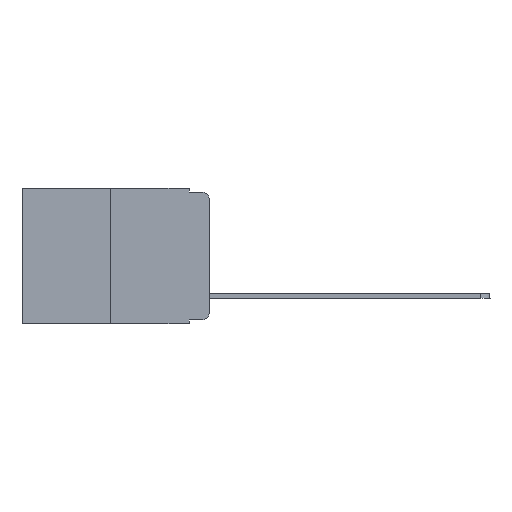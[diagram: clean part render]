
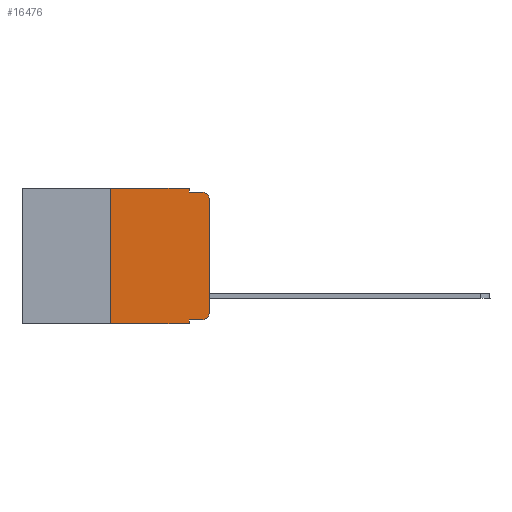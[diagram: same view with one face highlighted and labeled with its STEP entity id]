
A CAD part, left-side view. The second image highlights one B-rep face of the part: STEP entity #16476.
In plain terms, the highlighted planar face has unit normal (-1, 0, 0).
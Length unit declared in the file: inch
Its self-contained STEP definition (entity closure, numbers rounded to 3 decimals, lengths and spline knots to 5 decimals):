
#87 = CARTESIAN_POINT ( 'NONE',  ( 0., 0.051, 0. ) ) ;
#579 = VECTOR ( 'NONE', #8795, 39.37008 ) ;
#662 = CARTESIAN_POINT ( 'NONE',  ( 0., 0.051, -0.343 ) ) ;
#832 = PLANE ( 'NONE',  #7685 ) ;
#907 = EDGE_CURVE ( 'NONE', #6717, #18052, #11185, .T. ) ;
#1161 = EDGE_CURVE ( 'NONE', #18052, #12966, #9254, .T. ) ;
#1386 = FACE_OUTER_BOUND ( 'NONE', #15921, .T. ) ;
#1397 = DIRECTION ( 'NONE',  ( 0., -1., 0. ) ) ;
#1736 = VECTOR ( 'NONE', #6835, 39.37008 ) ;
#1792 = CIRCLE ( 'NONE', #5614, 0.02 ) ;
#2023 = LINE ( 'NONE', #5871, #579 ) ;
#2074 = CARTESIAN_POINT ( 'NONE',  ( 0., 0.051, -0.333 ) ) ;
#2114 = DIRECTION ( 'NONE',  ( 0., 0., -1. ) ) ;
#2304 = LINE ( 'NONE', #3154, #17748 ) ;
#2346 = DIRECTION ( 'NONE',  ( 0., 0., -1. ) ) ;
#3154 = CARTESIAN_POINT ( 'NONE',  ( 0., 0.473, -0.343 ) ) ;
#3816 = VECTOR ( 'NONE', #16294, 39.37008 ) ;
#4412 = DIRECTION ( 'NONE',  ( -1., 0., 0. ) ) ;
#4486 = ORIENTED_EDGE ( 'NONE', *, *, #14890, .F. ) ;
#4661 = EDGE_CURVE ( 'NONE', #14190, #8315, #2023, .T. ) ;
#5418 = CARTESIAN_POINT ( 'NONE',  ( 0., 0.25, 0. ) ) ;
#5449 = LINE ( 'NONE', #13073, #1736 ) ;
#5614 = AXIS2_PLACEMENT_3D ( 'NONE', #13182, #19408, #2346 ) ;
#5871 = CARTESIAN_POINT ( 'NONE',  ( 0., 0.473, 0. ) ) ;
#6717 = VERTEX_POINT ( 'NONE', #14435 ) ;
#6835 = DIRECTION ( 'NONE',  ( 0., -1., 0. ) ) ;
#6848 = VERTEX_POINT ( 'NONE', #2074 ) ;
#7325 = CARTESIAN_POINT ( 'NONE',  ( 0., 0.051, -0.01 ) ) ;
#7433 = ORIENTED_EDGE ( 'NONE', *, *, #18995, .T. ) ;
#7458 = CARTESIAN_POINT ( 'NONE',  ( 0., 0., -0.03 ) ) ;
#7670 = EDGE_CURVE ( 'NONE', #8315, #18002, #20179, .T. ) ;
#7685 = AXIS2_PLACEMENT_3D ( 'NONE', #13218, #15075, #18111 ) ;
#7775 = ORIENTED_EDGE ( 'NONE', *, *, #7670, .F. ) ;
#7792 = VECTOR ( 'NONE', #8325, 39.37008 ) ;
#7947 = DIRECTION ( 'NONE',  ( 0., 0., -1. ) ) ;
#7953 = LINE ( 'NONE', #5418, #3816 ) ;
#8315 = VERTEX_POINT ( 'NONE', #16969 ) ;
#8325 = DIRECTION ( 'NONE',  ( 0., 0., 1. ) ) ;
#8795 = DIRECTION ( 'NONE',  ( 0., -1., 0. ) ) ;
#9041 = EDGE_CURVE ( 'NONE', #18002, #12966, #20146, .T. ) ;
#9128 = CARTESIAN_POINT ( 'NONE',  ( 0., 0.25, -0.343 ) ) ;
#9254 = CIRCLE ( 'NONE', #10400, 0.02 ) ;
#9377 = VERTEX_POINT ( 'NONE', #10659 ) ;
#9704 = CARTESIAN_POINT ( 'NONE',  ( 0., 0.02, -0.01 ) ) ;
#10168 = ORIENTED_EDGE ( 'NONE', *, *, #17740, .F. ) ;
#10309 = ORIENTED_EDGE ( 'NONE', *, *, #18797, .T. ) ;
#10400 = AXIS2_PLACEMENT_3D ( 'NONE', #15257, #4412, #15328 ) ;
#10659 = CARTESIAN_POINT ( 'NONE',  ( 0., 0.02, -0.333 ) ) ;
#11185 = LINE ( 'NONE', #17697, #7792 ) ;
#12214 = ORIENTED_EDGE ( 'NONE', *, *, #9041, .F. ) ;
#12966 = VERTEX_POINT ( 'NONE', #9704 ) ;
#13063 = EDGE_CURVE ( 'NONE', #6848, #9377, #5449, .T. ) ;
#13073 = CARTESIAN_POINT ( 'NONE',  ( 0., 0.051, -0.333 ) ) ;
#13182 = CARTESIAN_POINT ( 'NONE',  ( 0., 0.02, -0.313 ) ) ;
#13218 = CARTESIAN_POINT ( 'NONE',  ( 0., 0.473, 0. ) ) ;
#13300 = CARTESIAN_POINT ( 'NONE',  ( 0., 0.051, 0. ) ) ;
#14065 = DIRECTION ( 'NONE',  ( 0., -1., 0. ) ) ;
#14089 = ORIENTED_EDGE ( 'NONE', *, *, #1161, .T. ) ;
#14190 = VERTEX_POINT ( 'NONE', #16239 ) ;
#14435 = CARTESIAN_POINT ( 'NONE',  ( 0., 0., -0.313 ) ) ;
#14890 = EDGE_CURVE ( 'NONE', #6848, #15983, #18538, .T. ) ;
#15075 = DIRECTION ( 'NONE',  ( 1., 0., 0. ) ) ;
#15257 = CARTESIAN_POINT ( 'NONE',  ( 0., 0.02, -0.03 ) ) ;
#15271 = CARTESIAN_POINT ( 'NONE',  ( 0., 0.051, -0.01 ) ) ;
#15328 = DIRECTION ( 'NONE',  ( 0., 0., -1. ) ) ;
#15476 = VECTOR ( 'NONE', #1397, 39.37008 ) ;
#15510 = VECTOR ( 'NONE', #2114, 39.37008 ) ;
#15921 = EDGE_LOOP ( 'NONE', ( #18553, #14089, #12214, #7775, #19879, #10168, #10309, #4486, #18731, #7433 ) ) ;
#15983 = VERTEX_POINT ( 'NONE', #662 ) ;
#16239 = CARTESIAN_POINT ( 'NONE',  ( 0., 0.25, 0. ) ) ;
#16294 = DIRECTION ( 'NONE',  ( 0., 0., 1. ) ) ;
#16476 = ADVANCED_FACE ( 'NONE', ( #1386 ), #832, .F. ) ;
#16871 = VERTEX_POINT ( 'NONE', #9128 ) ;
#16969 = CARTESIAN_POINT ( 'NONE',  ( 0., 0.051, 0. ) ) ;
#17697 = CARTESIAN_POINT ( 'NONE',  ( 0., 0., 0. ) ) ;
#17740 = EDGE_CURVE ( 'NONE', #16871, #14190, #7953, .T. ) ;
#17748 = VECTOR ( 'NONE', #14065, 39.37008 ) ;
#18002 = VERTEX_POINT ( 'NONE', #7325 ) ;
#18052 = VERTEX_POINT ( 'NONE', #7458 ) ;
#18111 = DIRECTION ( 'NONE',  ( 0., 0., -1. ) ) ;
#18321 = VECTOR ( 'NONE', #7947, 39.37008 ) ;
#18538 = LINE ( 'NONE', #87, #18321 ) ;
#18553 = ORIENTED_EDGE ( 'NONE', *, *, #907, .T. ) ;
#18731 = ORIENTED_EDGE ( 'NONE', *, *, #13063, .T. ) ;
#18797 = EDGE_CURVE ( 'NONE', #16871, #15983, #2304, .T. ) ;
#18995 = EDGE_CURVE ( 'NONE', #9377, #6717, #1792, .T. ) ;
#19408 = DIRECTION ( 'NONE',  ( -1., 0., 0. ) ) ;
#19879 = ORIENTED_EDGE ( 'NONE', *, *, #4661, .F. ) ;
#20146 = LINE ( 'NONE', #15271, #15476 ) ;
#20179 = LINE ( 'NONE', #13300, #15510 ) ;
